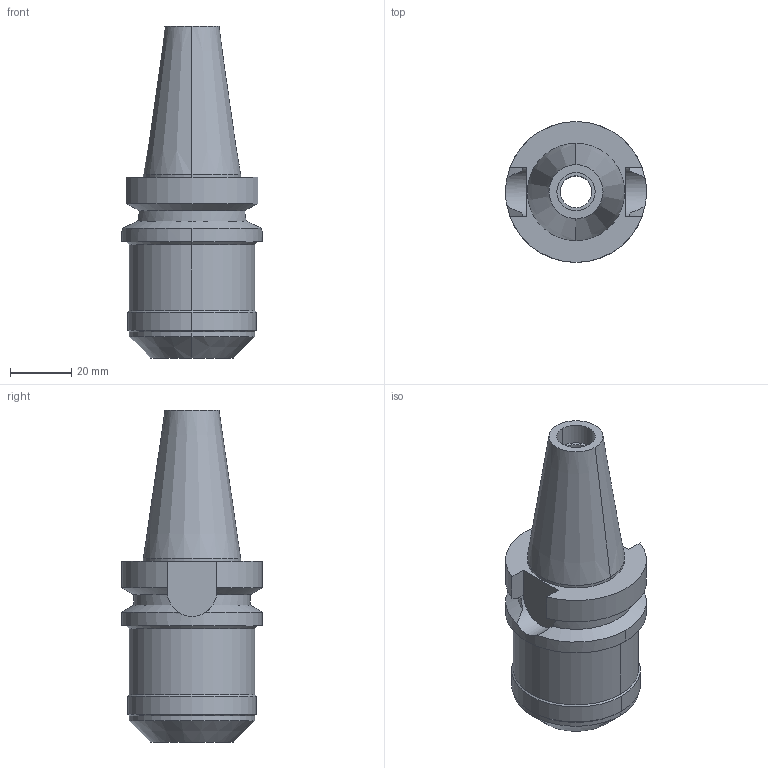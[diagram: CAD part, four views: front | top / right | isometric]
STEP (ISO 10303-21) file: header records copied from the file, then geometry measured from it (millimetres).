
FILE_DESCRIPTION((''),'2;1');
FILE_NAME('BBT30-ISL12-60','2018-08-29T',('ykawabe'),(''),'CREO PARAMETRIC BY PTC INC, 2016380','CREO PARAMETRIC BY PTC INC, 2016380','');
FILE_SCHEMA(('AUTOMOTIVE_DESIGN { 1 0 10303 214 1 1 1 1 }'));
Length unit declared in the file: millimetre
Products named in the file (1): BBT30-ISL12-60
Bounding box: 46 x 46 x 108.4 mm (x, y, z)
Volume: 90770 mm3; surface area: 18247 mm2
Topology: 1 solids, 1 shells, 53 faces, 133 edges, 87 vertices
Faces by surface type: cylinder 26, cone 14, plane 13
Entity records: 2209 total; most frequent: CARTESIAN_POINT 364, DIRECTION 296, ORIENTED_EDGE 266, PRESENTATION_STYLE_ASSIGNMENT 138, STYLED_ITEM 138, CURVE_STYLE 137, EDGE_CURVE 133, AXIS2_PLACEMENT_3D 124
